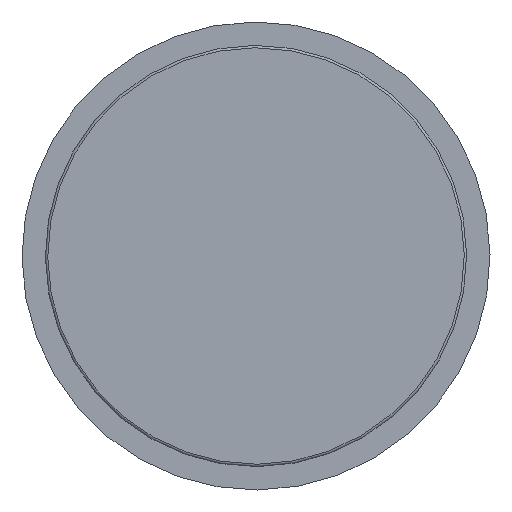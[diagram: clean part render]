
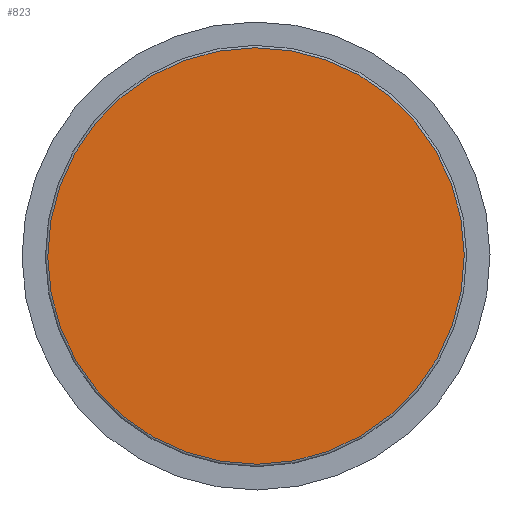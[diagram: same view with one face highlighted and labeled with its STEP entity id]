
A CAD part, left-side view. The second image highlights one B-rep face of the part: STEP entity #823.
In plain terms, the highlighted face is planar.
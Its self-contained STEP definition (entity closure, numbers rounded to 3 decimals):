
#86=PLANE('',#982);
#204=FACE_OUTER_BOUND('',#252,.T.);
#252=EDGE_LOOP('',(#733,#734));
#306=CIRCLE('',#974,44.5);
#310=CIRCLE('',#978,44.5);
#397=VERTEX_POINT('',#1511);
#398=VERTEX_POINT('',#1512);
#511=EDGE_CURVE('',#397,#398,#306,.T.);
#515=EDGE_CURVE('',#398,#397,#310,.T.);
#733=ORIENTED_EDGE('',*,*,#511,.F.);
#734=ORIENTED_EDGE('',*,*,#515,.F.);
#823=ADVANCED_FACE('',(#204),#86,.T.);
#974=AXIS2_PLACEMENT_3D('',#1513,#1212,#1213);
#978=AXIS2_PLACEMENT_3D('',#1519,#1220,#1221);
#982=AXIS2_PLACEMENT_3D('',#1526,#1229,#1230);
#1212=DIRECTION('center_axis',(0.,1.,0.));
#1213=DIRECTION('ref_axis',(-1.,0.,0.));
#1220=DIRECTION('center_axis',(0.,1.,0.));
#1221=DIRECTION('ref_axis',(-1.,0.,0.));
#1229=DIRECTION('center_axis',(0.,-1.,0.));
#1230=DIRECTION('ref_axis',(0.,0.,-1.));
#1511=CARTESIAN_POINT('',(44.5,-1.,0.));
#1512=CARTESIAN_POINT('',(0.,-1.,44.5));
#1513=CARTESIAN_POINT('Origin',(0.,-1.,0.));
#1519=CARTESIAN_POINT('Origin',(0.,-1.,0.));
#1526=CARTESIAN_POINT('Origin',(-45.,-1.,0.));
